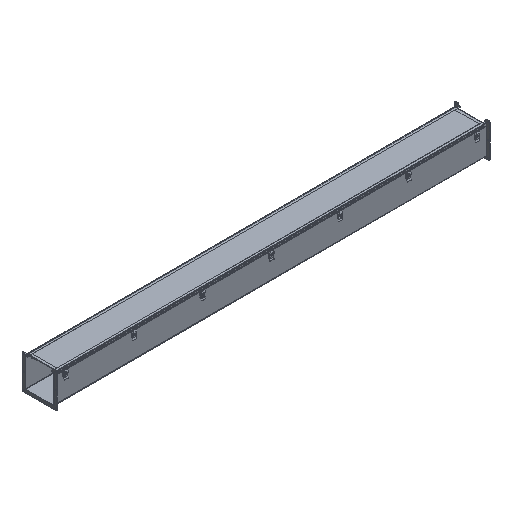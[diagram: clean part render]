
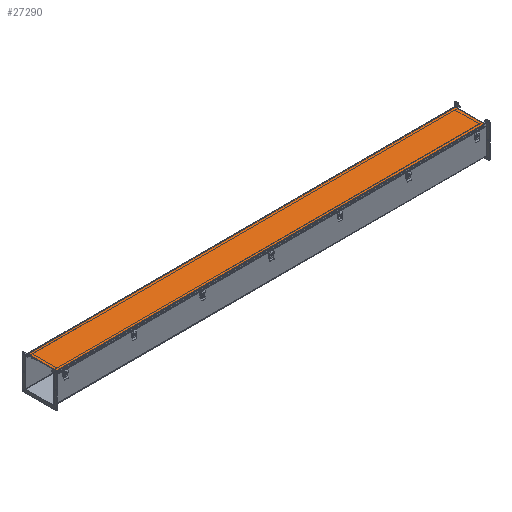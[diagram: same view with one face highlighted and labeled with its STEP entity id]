
A CAD part, isometric view. The second image highlights one B-rep face of the part: STEP entity #27290.
In plain terms, the highlighted planar face has unit normal (0, 0, 1).
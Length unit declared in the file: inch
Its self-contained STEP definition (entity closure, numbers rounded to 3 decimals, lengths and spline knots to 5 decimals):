
#62 = DIRECTION ( 'NONE',  ( 0., -1., 0. ) ) ;
#160 = CARTESIAN_POINT ( 'NONE',  ( -59.218, -4.0805, 8.172 ) ) ;
#658 = CARTESIAN_POINT ( 'NONE',  ( 59.25, 4.0785, 8.172 ) ) ;
#4635 = ORIENTED_EDGE ( 'NONE', *, *, #30307, .T. ) ;
#5225 = VERTEX_POINT ( 'NONE', #160 ) ;
#8374 = PLANE ( 'NONE',  #10498 ) ;
#8777 = DIRECTION ( 'NONE',  ( -1., 0., 0. ) ) ;
#9022 = DIRECTION ( 'NONE',  ( 0., 1., 0. ) ) ;
#9709 = VECTOR ( 'NONE', #9022, 39.37008 ) ;
#10498 = AXIS2_PLACEMENT_3D ( 'NONE', #19224, #30013, #15850 ) ;
#10535 = LINE ( 'NONE', #30019, #11866 ) ;
#11866 = VECTOR ( 'NONE', #62, 39.37008 ) ;
#13585 = EDGE_CURVE ( 'NONE', #29449, #16374, #33294, .T. ) ;
#15850 = DIRECTION ( 'NONE',  ( 1., 0., 0. ) ) ;
#16374 = VERTEX_POINT ( 'NONE', #658 ) ;
#17607 = EDGE_CURVE ( 'NONE', #24041, #5225, #10535, .T. ) ;
#18396 = EDGE_LOOP ( 'NONE', ( #24838, #4635, #34906, #34077 ) ) ;
#18450 = CARTESIAN_POINT ( 'NONE',  ( 59.25, -4.0805, 8.172 ) ) ;
#18691 = FACE_OUTER_BOUND ( 'NONE', #18396, .T. ) ;
#19224 = CARTESIAN_POINT ( 'NONE',  ( -59.218, -4.1885, 8.172 ) ) ;
#19451 = CARTESIAN_POINT ( 'NONE',  ( -59.218, 4.0785, 8.172 ) ) ;
#20873 = CARTESIAN_POINT ( 'NONE',  ( -59.218, -4.0805, 8.172 ) ) ;
#24041 = VERTEX_POINT ( 'NONE', #19451 ) ;
#24838 = ORIENTED_EDGE ( 'NONE', *, *, #17607, .T. ) ;
#25913 = VECTOR ( 'NONE', #28989, 39.37008 ) ;
#26962 = EDGE_CURVE ( 'NONE', #16374, #24041, #33413, .T. ) ;
#27290 = ADVANCED_FACE ( 'NONE', ( #18691 ), #8374, .T. ) ;
#28465 = LINE ( 'NONE', #20873, #25913 ) ;
#28989 = DIRECTION ( 'NONE',  ( 1., 0., 0. ) ) ;
#29449 = VERTEX_POINT ( 'NONE', #18450 ) ;
#29734 = VECTOR ( 'NONE', #8777, 39.37008 ) ;
#30013 = DIRECTION ( 'NONE',  ( 0., 0., 1. ) ) ;
#30019 = CARTESIAN_POINT ( 'NONE',  ( -59.218, -4.1885, 8.172 ) ) ;
#30307 = EDGE_CURVE ( 'NONE', #5225, #29449, #28465, .T. ) ;
#33063 = CARTESIAN_POINT ( 'NONE',  ( -59.218, 4.0785, 8.172 ) ) ;
#33121 = CARTESIAN_POINT ( 'NONE',  ( 59.25, -4.1885, 8.172 ) ) ;
#33294 = LINE ( 'NONE', #33121, #9709 ) ;
#33413 = LINE ( 'NONE', #33063, #29734 ) ;
#34077 = ORIENTED_EDGE ( 'NONE', *, *, #26962, .T. ) ;
#34906 = ORIENTED_EDGE ( 'NONE', *, *, #13585, .T. ) ;
